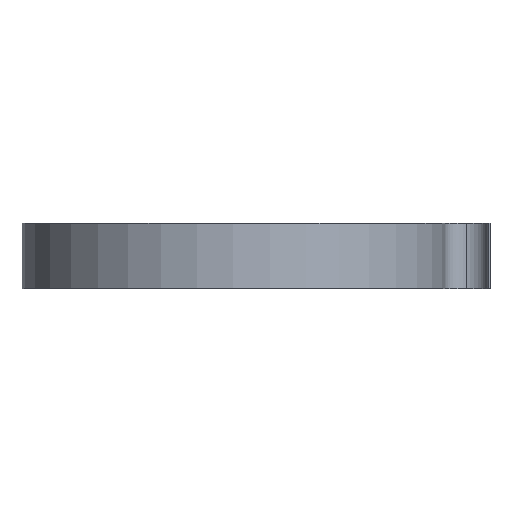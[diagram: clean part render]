
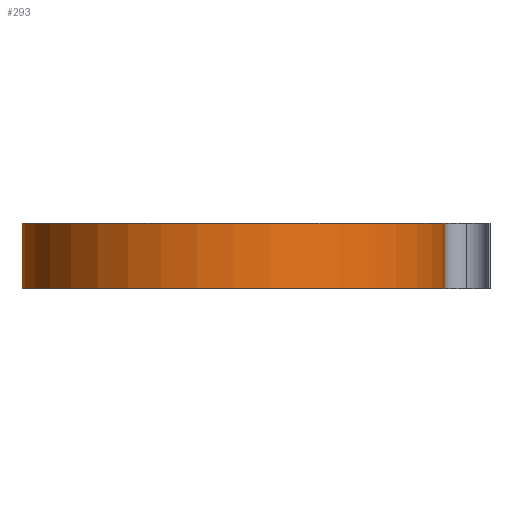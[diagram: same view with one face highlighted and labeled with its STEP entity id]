
A CAD part, top view. The second image highlights one B-rep face of the part: STEP entity #293.
In plain terms, the highlighted cylindrical face has radius 19.5 mm (diameter 39 mm), a partial arc.
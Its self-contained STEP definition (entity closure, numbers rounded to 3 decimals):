
#293 = ADVANCED_FACE ( 'NONE', ( #4278 ), #6390, .T. ) ;
#437 = ORIENTED_EDGE ( 'NONE', *, *, #5679, .F. ) ;
#556 = LINE ( 'NONE', #3693, #639 ) ;
#639 = VECTOR ( 'NONE', #5768, 1000. ) ;
#684 = AXIS2_PLACEMENT_3D ( 'NONE', #6504, #6373, #4365 ) ;
#784 = DIRECTION ( 'NONE',  ( 0., -1., 0. ) ) ;
#862 = EDGE_CURVE ( 'NONE', #5426, #4251, #2634, .T. ) ;
#1181 = AXIS2_PLACEMENT_3D ( 'NONE', #5435, #2186, #5298 ) ;
#1197 = AXIS2_PLACEMENT_3D ( 'NONE', #5763, #4750, #3176 ) ;
#1627 = CARTESIAN_POINT ( 'NONE',  ( 19.5, 6., 0. ) ) ;
#1783 = ORIENTED_EDGE ( 'NONE', *, *, #3706, .T. ) ;
#2186 = DIRECTION ( 'NONE',  ( 0., -1., 0. ) ) ;
#2634 = CIRCLE ( 'NONE', #684, 19.5 ) ;
#3176 = DIRECTION ( 'NONE',  ( 1., 0., 0. ) ) ;
#3369 = CARTESIAN_POINT ( 'NONE',  ( 19.5, 0., 0. ) ) ;
#3394 = CARTESIAN_POINT ( 'NONE',  ( -19.5, 0., 0. ) ) ;
#3693 = CARTESIAN_POINT ( 'NONE',  ( 19.5, 6., 0. ) ) ;
#3706 = EDGE_CURVE ( 'NONE', #6608, #5094, #4889, .T. ) ;
#4251 = VERTEX_POINT ( 'NONE', #1627 ) ;
#4278 = FACE_OUTER_BOUND ( 'NONE', #6370, .T. ) ;
#4365 = DIRECTION ( 'NONE',  ( 1., 0., 0. ) ) ;
#4379 = LINE ( 'NONE', #6009, #6365 ) ;
#4750 = DIRECTION ( 'NONE',  ( 0., 1., 0. ) ) ;
#4889 = CIRCLE ( 'NONE', #1197, 19.5 ) ;
#4997 = CARTESIAN_POINT ( 'NONE',  ( -19.5, 6., 0. ) ) ;
#5094 = VERTEX_POINT ( 'NONE', #3369 ) ;
#5298 = DIRECTION ( 'NONE',  ( 0., 0., -1. ) ) ;
#5426 = VERTEX_POINT ( 'NONE', #4997 ) ;
#5435 = CARTESIAN_POINT ( 'NONE',  ( 0., 6., 0. ) ) ;
#5679 = EDGE_CURVE ( 'NONE', #4251, #5094, #556, .T. ) ;
#5763 = CARTESIAN_POINT ( 'NONE',  ( 0., 0., 0. ) ) ;
#5768 = DIRECTION ( 'NONE',  ( 0., -1., 0. ) ) ;
#5798 = ORIENTED_EDGE ( 'NONE', *, *, #862, .F. ) ;
#6009 = CARTESIAN_POINT ( 'NONE',  ( -19.5, 6., 0. ) ) ;
#6365 = VECTOR ( 'NONE', #784, 1000. ) ;
#6370 = EDGE_LOOP ( 'NONE', ( #1783, #437, #5798, #6625 ) ) ;
#6373 = DIRECTION ( 'NONE',  ( 0., 1., 0. ) ) ;
#6390 = CYLINDRICAL_SURFACE ( 'NONE', #1181, 19.5 ) ;
#6504 = CARTESIAN_POINT ( 'NONE',  ( 0., 6., 0. ) ) ;
#6608 = VERTEX_POINT ( 'NONE', #3394 ) ;
#6625 = ORIENTED_EDGE ( 'NONE', *, *, #6662, .T. ) ;
#6662 = EDGE_CURVE ( 'NONE', #5426, #6608, #4379, .T. ) ;
